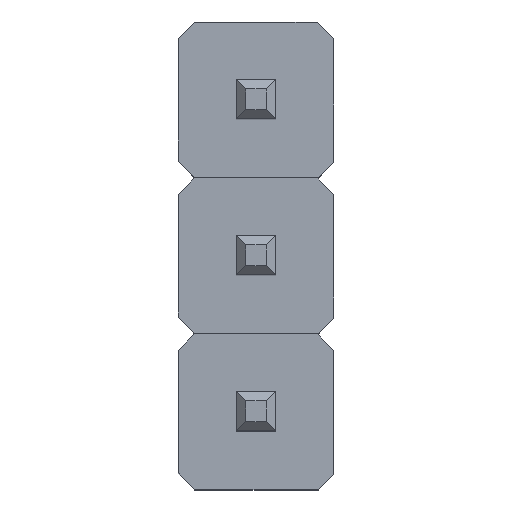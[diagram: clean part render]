
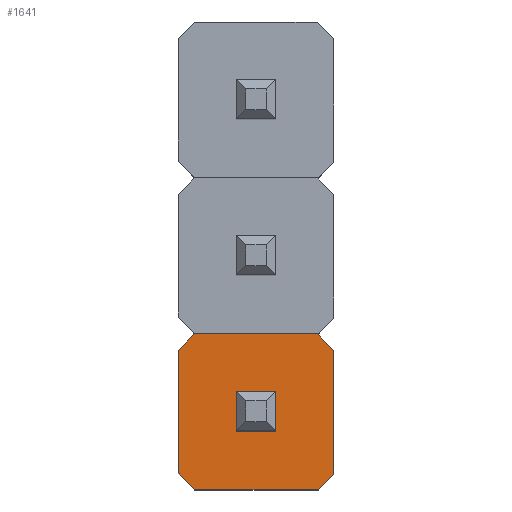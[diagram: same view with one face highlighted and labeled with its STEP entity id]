
A CAD part, top view. The second image highlights one B-rep face of the part: STEP entity #1641.
In plain terms, the highlighted planar face has unit normal (0, 0, 1).
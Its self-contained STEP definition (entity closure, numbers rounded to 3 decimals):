
#26=FACE_BOUND('',#152,.T.);
#51=FACE_OUTER_BOUND('',#151,.T.);
#151=EDGE_LOOP('',(#1141,#1142,#1143,#1144,#1145,#1146,#1147,#1148));
#152=EDGE_LOOP('',(#1149,#1150,#1151,#1152));
#258=LINE('',#2307,#486);
#261=LINE('',#2312,#489);
#263=LINE('',#2316,#491);
#264=LINE('',#2318,#492);
#267=LINE('',#2326,#495);
#270=LINE('',#2332,#498);
#273=LINE('',#2338,#501);
#276=LINE('',#2344,#504);
#279=LINE('',#2350,#507);
#282=LINE('',#2356,#510);
#285=LINE('',#2362,#513);
#288=LINE('',#2366,#516);
#486=VECTOR('',#1872,10.);
#489=VECTOR('',#1877,10.);
#491=VECTOR('',#1881,10.);
#492=VECTOR('',#1884,10.);
#495=VECTOR('',#1889,10.);
#498=VECTOR('',#1894,10.);
#501=VECTOR('',#1899,10.);
#504=VECTOR('',#1904,10.);
#507=VECTOR('',#1909,10.);
#510=VECTOR('',#1914,10.);
#513=VECTOR('',#1919,10.);
#516=VECTOR('',#1924,10.);
#709=VERTEX_POINT('',#2304);
#710=VERTEX_POINT('',#2306);
#711=VERTEX_POINT('',#2310);
#712=VERTEX_POINT('',#2314);
#715=VERTEX_POINT('',#2323);
#716=VERTEX_POINT('',#2325);
#718=VERTEX_POINT('',#2331);
#720=VERTEX_POINT('',#2337);
#722=VERTEX_POINT('',#2343);
#724=VERTEX_POINT('',#2349);
#726=VERTEX_POINT('',#2355);
#728=VERTEX_POINT('',#2361);
#858=EDGE_CURVE('',#710,#709,#258,.T.);
#861=EDGE_CURVE('',#709,#711,#261,.T.);
#863=EDGE_CURVE('',#711,#712,#263,.T.);
#864=EDGE_CURVE('',#712,#710,#264,.T.);
#867=EDGE_CURVE('',#716,#715,#267,.T.);
#870=EDGE_CURVE('',#718,#716,#270,.T.);
#873=EDGE_CURVE('',#720,#718,#273,.T.);
#876=EDGE_CURVE('',#722,#720,#276,.T.);
#879=EDGE_CURVE('',#724,#722,#279,.T.);
#882=EDGE_CURVE('',#726,#724,#282,.T.);
#885=EDGE_CURVE('',#728,#726,#285,.T.);
#888=EDGE_CURVE('',#715,#728,#288,.T.);
#1141=ORIENTED_EDGE('',*,*,#888,.T.);
#1142=ORIENTED_EDGE('',*,*,#885,.T.);
#1143=ORIENTED_EDGE('',*,*,#882,.T.);
#1144=ORIENTED_EDGE('',*,*,#879,.T.);
#1145=ORIENTED_EDGE('',*,*,#876,.T.);
#1146=ORIENTED_EDGE('',*,*,#873,.T.);
#1147=ORIENTED_EDGE('',*,*,#870,.T.);
#1148=ORIENTED_EDGE('',*,*,#867,.T.);
#1149=ORIENTED_EDGE('',*,*,#864,.T.);
#1150=ORIENTED_EDGE('',*,*,#858,.T.);
#1151=ORIENTED_EDGE('',*,*,#861,.T.);
#1152=ORIENTED_EDGE('',*,*,#863,.T.);
#1542=PLANE('',#1759);
#1641=ADVANCED_FACE('',(#51,#26),#1542,.T.);
#1759=AXIS2_PLACEMENT_3D('',#2367,#1925,#1926);
#1872=DIRECTION('',(0.,-1.,0.));
#1877=DIRECTION('',(-1.,0.,0.));
#1881=DIRECTION('',(0.,1.,0.));
#1884=DIRECTION('',(1.,0.,0.));
#1889=DIRECTION('',(0.,-1.,0.));
#1894=DIRECTION('',(-0.707,-0.707,0.));
#1899=DIRECTION('',(-1.,0.,0.));
#1904=DIRECTION('',(-0.707,0.707,0.));
#1909=DIRECTION('',(0.,1.,0.));
#1914=DIRECTION('',(0.707,0.707,0.));
#1919=DIRECTION('',(1.,0.,0.));
#1924=DIRECTION('',(0.707,-0.707,0.));
#1925=DIRECTION('center_axis',(0.,0.,1.));
#1926=DIRECTION('ref_axis',(1.,0.,0.));
#2304=CARTESIAN_POINT('',(0.32,-2.86,2.54));
#2306=CARTESIAN_POINT('',(0.32,-2.22,2.54));
#2307=CARTESIAN_POINT('',(0.32,-2.22,2.54));
#2310=CARTESIAN_POINT('',(-0.32,-2.86,2.54));
#2312=CARTESIAN_POINT('',(0.32,-2.86,2.54));
#2314=CARTESIAN_POINT('',(-0.32,-2.22,2.54));
#2316=CARTESIAN_POINT('',(-0.32,-2.86,2.54));
#2318=CARTESIAN_POINT('',(-0.32,-2.22,2.54));
#2323=CARTESIAN_POINT('',(-1.27,-3.536,2.54));
#2325=CARTESIAN_POINT('',(-1.27,-1.537,2.54));
#2326=CARTESIAN_POINT('',(-1.27,-3.81,2.54));
#2331=CARTESIAN_POINT('',(-1.003,-1.27,2.54));
#2332=CARTESIAN_POINT('',(-1.003,-1.27,2.54));
#2337=CARTESIAN_POINT('',(0.996,-1.27,2.54));
#2338=CARTESIAN_POINT('',(-1.27,-1.27,2.54));
#2343=CARTESIAN_POINT('',(1.27,-1.544,2.54));
#2344=CARTESIAN_POINT('',(0.996,-1.27,2.54));
#2349=CARTESIAN_POINT('',(1.27,-3.553,2.54));
#2350=CARTESIAN_POINT('',(1.27,-1.27,2.54));
#2355=CARTESIAN_POINT('',(1.013,-3.81,2.54));
#2356=CARTESIAN_POINT('',(1.013,-3.81,2.54));
#2361=CARTESIAN_POINT('',(-0.996,-3.81,2.54));
#2362=CARTESIAN_POINT('',(1.27,-3.81,2.54));
#2366=CARTESIAN_POINT('',(-1.27,-3.536,2.54));
#2367=CARTESIAN_POINT('Origin',(0.,-2.54,2.54));
